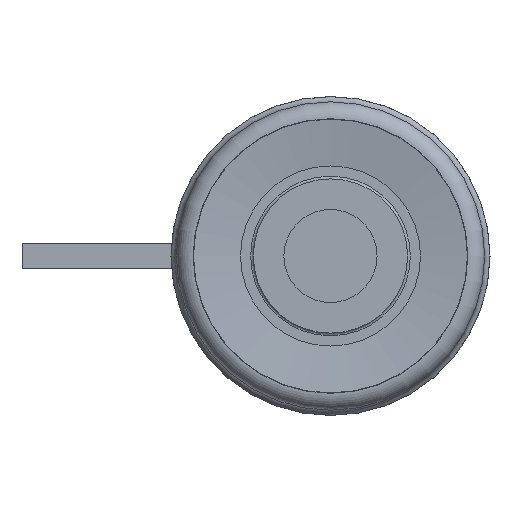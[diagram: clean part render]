
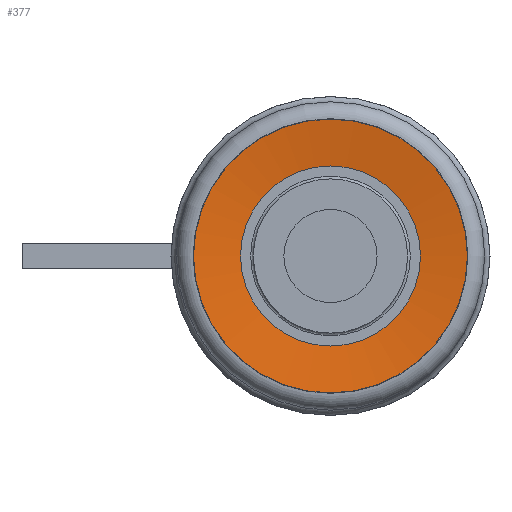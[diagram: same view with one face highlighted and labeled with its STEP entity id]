
A CAD part, left-side view. The second image highlights one B-rep face of the part: STEP entity #377.
In plain terms, the highlighted conical face has half-angle 82.262 degrees and reference radius 33.814 mm.
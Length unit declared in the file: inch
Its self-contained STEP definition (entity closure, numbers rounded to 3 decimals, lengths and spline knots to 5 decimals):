
#377 = ADVANCED_FACE ( 'NONE', ( #450, #1568 ), #4643, .F. ) ;
#447 = EDGE_CURVE ( 'NONE', #3629, #3629, #2894, .T. ) ;
#450 = FACE_OUTER_BOUND ( 'NONE', #5067, .T. ) ;
#1568 = FACE_BOUND ( 'NONE', #1814, .T. ) ;
#1656 = DIRECTION ( 'NONE',  ( -1., 0., 0. ) ) ;
#1814 = EDGE_LOOP ( 'NONE', ( #3097 ) ) ;
#1948 = AXIS2_PLACEMENT_3D ( 'NONE', #5546, #1656, #6865 ) ;
#2004 = AXIS2_PLACEMENT_3D ( 'NONE', #7076, #8025, #2329 ) ;
#2329 = DIRECTION ( 'NONE',  ( 0., -1., 0. ) ) ;
#2395 = AXIS2_PLACEMENT_3D ( 'NONE', #7691, #7771, #7738 ) ;
#2773 = VERTEX_POINT ( 'NONE', #6523 ) ;
#2894 = CIRCLE ( 'NONE', #2395, 0.875 ) ;
#3097 = ORIENTED_EDGE ( 'NONE', *, *, #447, .F. ) ;
#3371 = CIRCLE ( 'NONE', #2004, 1.33125 ) ;
#3629 = VERTEX_POINT ( 'NONE', #5098 ) ;
#4643 = CONICAL_SURFACE ( 'NONE', #1948, 1.33125, 1.436 ) ;
#5067 = EDGE_LOOP ( 'NONE', ( #7988 ) ) ;
#5098 = CARTESIAN_POINT ( 'NONE',  ( -7.87572, 0., 0.875 ) ) ;
#5514 = EDGE_CURVE ( 'NONE', #2773, #2773, #3371, .T. ) ;
#5546 = CARTESIAN_POINT ( 'NONE',  ( -7.93772, 0., 0. ) ) ;
#6523 = CARTESIAN_POINT ( 'NONE',  ( -7.93772, -1.33125, 0. ) ) ;
#6865 = DIRECTION ( 'NONE',  ( 0., 0., 1. ) ) ;
#7076 = CARTESIAN_POINT ( 'NONE',  ( -7.93772, 0., 0. ) ) ;
#7691 = CARTESIAN_POINT ( 'NONE',  ( -7.87572, 0., 0. ) ) ;
#7738 = DIRECTION ( 'NONE',  ( 0., 0., 1. ) ) ;
#7771 = DIRECTION ( 'NONE',  ( -1., 0., 0. ) ) ;
#7988 = ORIENTED_EDGE ( 'NONE', *, *, #5514, .T. ) ;
#8025 = DIRECTION ( 'NONE',  ( -1., 0., 0. ) ) ;
